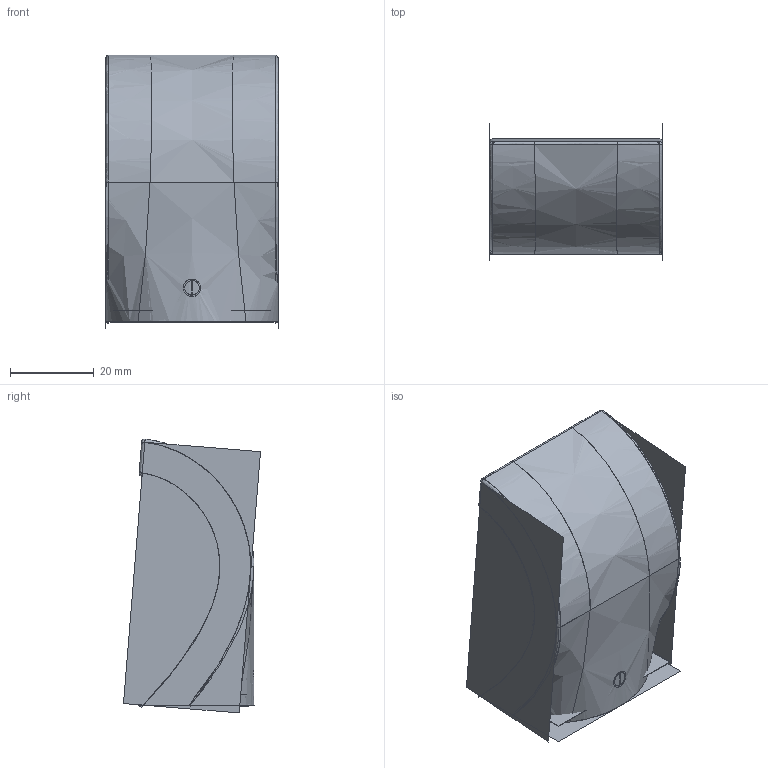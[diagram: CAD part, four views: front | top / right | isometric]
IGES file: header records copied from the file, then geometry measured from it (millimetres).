
Start section:  PTC IGES file: 4710.igs
Global section: file name: 4710.igs; native system: Pro/ENGINEER by Parametric Technology Corporation; preprocessor: 2009300; author: rameshkumark; organization: Unknown; date: 20101220.145942; units: inch
Bounding box: 41.15 x 32.66 x 65.26 mm (x, y, z)
Surface area: 27806 mm2 (no closed solid volume)
Topology: 0 solids, 0 shells, 310 faces, 2084 edges, 2084 vertices
Faces by surface type: bspline 310
